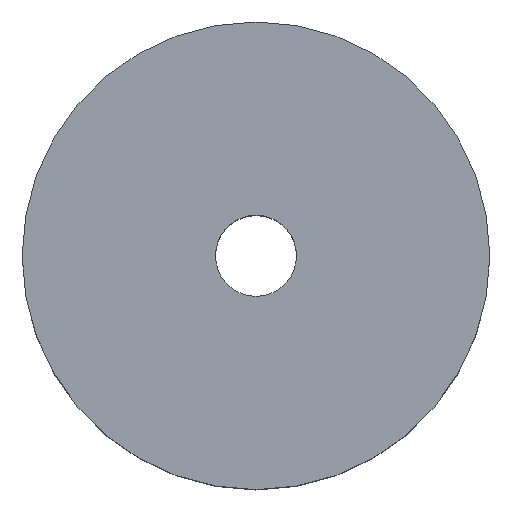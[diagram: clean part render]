
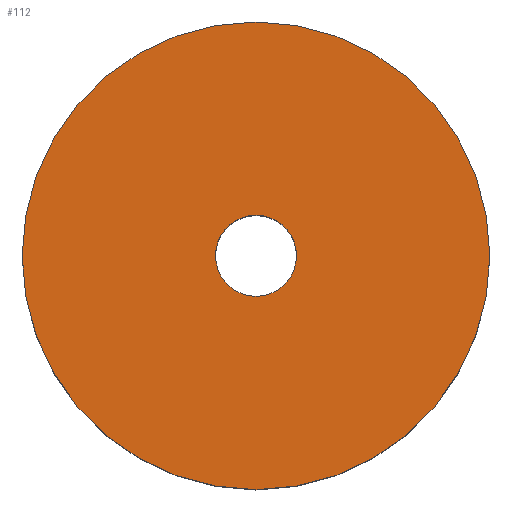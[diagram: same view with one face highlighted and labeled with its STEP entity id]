
A CAD part, top view. The second image highlights one B-rep face of the part: STEP entity #112.
In plain terms, the highlighted planar face has unit normal (0, 0, 1).
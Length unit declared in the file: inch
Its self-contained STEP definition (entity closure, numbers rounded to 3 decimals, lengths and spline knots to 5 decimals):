
#17=FACE_BOUND('',#39,.T.);
#21=PLANE('',#141);
#28=FACE_OUTER_BOUND('',#38,.T.);
#38=EDGE_LOOP('',(#95));
#39=EDGE_LOOP('',(#96));
#56=CIRCLE('',#139,0.10827);
#58=CIRCLE('',#142,0.625);
#64=VERTEX_POINT('',#201);
#66=VERTEX_POINT('',#207);
#74=EDGE_CURVE('',#64,#64,#56,.T.);
#77=EDGE_CURVE('',#66,#66,#58,.T.);
#95=ORIENTED_EDGE('',*,*,#77,.T.);
#96=ORIENTED_EDGE('',*,*,#74,.T.);
#112=ADVANCED_FACE('',(#28,#17),#21,.T.);
#139=AXIS2_PLACEMENT_3D('',#202,#169,#170);
#141=AXIS2_PLACEMENT_3D('',#206,#174,#175);
#142=AXIS2_PLACEMENT_3D('',#208,#176,#177);
#169=DIRECTION('center_axis',(0.,0.,-1.));
#170=DIRECTION('ref_axis',(1.,0.,0.));
#174=DIRECTION('center_axis',(0.,0.,1.));
#175=DIRECTION('ref_axis',(1.,0.,0.));
#176=DIRECTION('center_axis',(0.,0.,1.));
#177=DIRECTION('ref_axis',(1.,0.,0.));
#201=CARTESIAN_POINT('',(-0.10827,0.,0.57185));
#202=CARTESIAN_POINT('Origin',(0.,0.,0.57185));
#206=CARTESIAN_POINT('Origin',(0.,0.,0.57185));
#207=CARTESIAN_POINT('',(-0.625,0.,0.57185));
#208=CARTESIAN_POINT('Origin',(0.,0.,0.57185));
